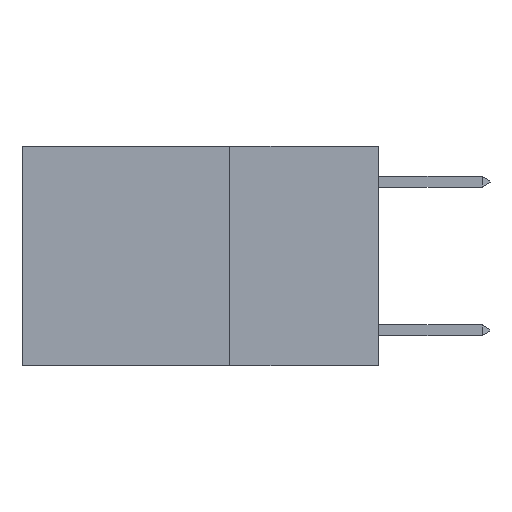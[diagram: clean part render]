
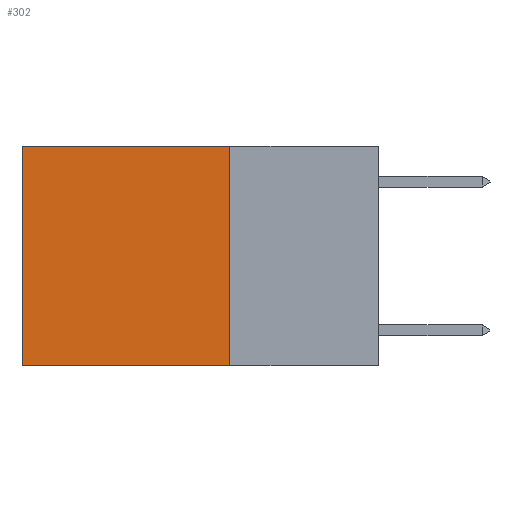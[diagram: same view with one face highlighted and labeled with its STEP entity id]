
A CAD part, left-side view. The second image highlights one B-rep face of the part: STEP entity #302.
In plain terms, the highlighted planar face has unit normal (-1, 0, 0).
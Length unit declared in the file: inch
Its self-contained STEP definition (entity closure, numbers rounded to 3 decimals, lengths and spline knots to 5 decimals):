
#92 = DIRECTION ( 'NONE',  ( 0., 0., -1. ) ) ;
#182 = VECTOR ( 'NONE', #16744, 39.37008 ) ;
#302 = ADVANCED_FACE ( 'NONE', ( #6631 ), #12648, .F. ) ;
#772 = DIRECTION ( 'NONE',  ( 1., 0., 0. ) ) ;
#1381 = AXIS2_PLACEMENT_3D ( 'NONE', #18854, #772, #5176 ) ;
#1989 = LINE ( 'NONE', #16843, #182 ) ;
#2071 = CARTESIAN_POINT ( 'NONE',  ( 0.2625, 0.25, -0.37 ) ) ;
#2550 = EDGE_CURVE ( 'NONE', #14670, #5769, #18722, .T. ) ;
#2707 = ORIENTED_EDGE ( 'NONE', *, *, #15739, .F. ) ;
#2928 = LINE ( 'NONE', #11679, #9155 ) ;
#4148 = VECTOR ( 'NONE', #8257, 39.37008 ) ;
#4560 = ORIENTED_EDGE ( 'NONE', *, *, #2550, .T. ) ;
#5176 = DIRECTION ( 'NONE',  ( 0., 0., -1. ) ) ;
#5528 = CARTESIAN_POINT ( 'NONE',  ( 0.2625, 0.6, 0. ) ) ;
#5769 = VERTEX_POINT ( 'NONE', #17530 ) ;
#6631 = FACE_OUTER_BOUND ( 'NONE', #10720, .T. ) ;
#7194 = EDGE_CURVE ( 'NONE', #15055, #5769, #1989, .T. ) ;
#8046 = LINE ( 'NONE', #12584, #16972 ) ;
#8257 = DIRECTION ( 'NONE',  ( 0., 0., -1. ) ) ;
#8877 = ORIENTED_EDGE ( 'NONE', *, *, #7194, .F. ) ;
#9155 = VECTOR ( 'NONE', #92, 39.37008 ) ;
#10720 = EDGE_LOOP ( 'NONE', ( #4560, #8877, #2707, #11269 ) ) ;
#11132 = EDGE_CURVE ( 'NONE', #18713, #14670, #8046, .T. ) ;
#11212 = DIRECTION ( 'NONE',  ( 0., 1., 0. ) ) ;
#11269 = ORIENTED_EDGE ( 'NONE', *, *, #11132, .T. ) ;
#11679 = CARTESIAN_POINT ( 'NONE',  ( 0.2625, 0.25, 0. ) ) ;
#12093 = CARTESIAN_POINT ( 'NONE',  ( 0.2625, 0.25, 0. ) ) ;
#12584 = CARTESIAN_POINT ( 'NONE',  ( 0.2625, 0.25, 0. ) ) ;
#12648 = PLANE ( 'NONE',  #1381 ) ;
#14670 = VERTEX_POINT ( 'NONE', #5528 ) ;
#15055 = VERTEX_POINT ( 'NONE', #2071 ) ;
#15739 = EDGE_CURVE ( 'NONE', #18713, #15055, #2928, .T. ) ;
#15848 = CARTESIAN_POINT ( 'NONE',  ( 0.2625, 0.6, 0. ) ) ;
#16744 = DIRECTION ( 'NONE',  ( 0., 1., 0. ) ) ;
#16843 = CARTESIAN_POINT ( 'NONE',  ( 0.2625, 0.25, -0.37 ) ) ;
#16972 = VECTOR ( 'NONE', #11212, 39.37008 ) ;
#17530 = CARTESIAN_POINT ( 'NONE',  ( 0.2625, 0.6, -0.37 ) ) ;
#18713 = VERTEX_POINT ( 'NONE', #12093 ) ;
#18722 = LINE ( 'NONE', #15848, #4148 ) ;
#18854 = CARTESIAN_POINT ( 'NONE',  ( 0.2625, 0.25, 0. ) ) ;
